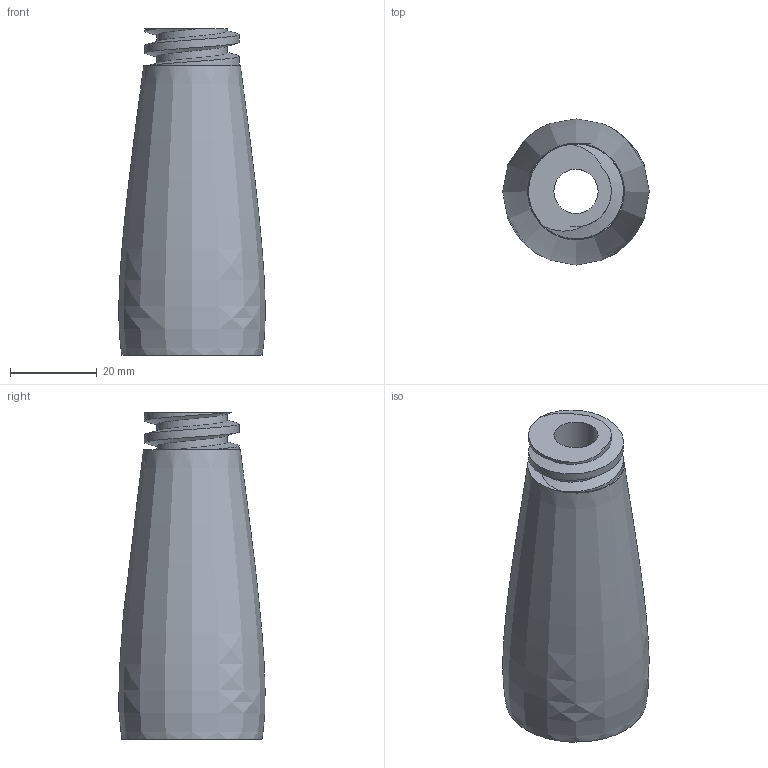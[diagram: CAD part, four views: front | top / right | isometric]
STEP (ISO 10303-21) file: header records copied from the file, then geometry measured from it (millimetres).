
FILE_DESCRIPTION(/* description */ (''),/* implementation_level */ '2;1');
FILE_NAME(/* name */ 'Plain Stem.step',/* time_stamp */ '2022-03-18T21:13:28+00:00',/* author */ (''),/* organization */ (''),/* preprocessor_version */ 'ST-DEVELOPER v18.1',/* originating_system */ 'Autodesk Translation Framework v10.13.0.1454',/* authorisation */ '');
FILE_SCHEMA (('AUTOMOTIVE_DESIGN { 1 0 10303 214 3 1 1 }'));
Length unit declared in the file: millimetre
Products named in the file (1): Plain Stem
Bounding box: 33.71 x 33.65 x 75.2 mm (x, y, z)
Volume: 25713.5 mm3; surface area: 12973.8 mm2
Topology: 1 solids, 1 shells, 30 faces, 76 edges, 51 vertices
Faces by surface type: cylinder 13, bspline 11, plane 6
Full cylindrical faces by diameter (mm): 16.272 x1, 21.832 x1, 24 x2, 28.5 x1, 30 x1
Entity records: 3282 total; most frequent: CARTESIAN_POINT 2630, ORIENTED_EDGE 152, DIRECTION 83, EDGE_CURVE 76, VERTEX_POINT 51, B_SPLINE_CURVE_WITH_KNOTS 45, AXIS2_PLACEMENT_3D 36, EDGE_LOOP 35
